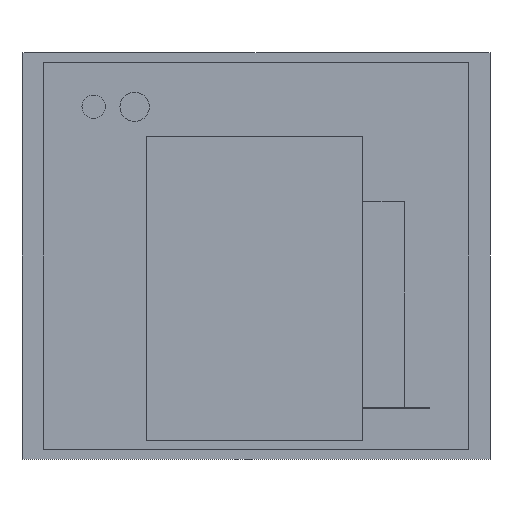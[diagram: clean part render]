
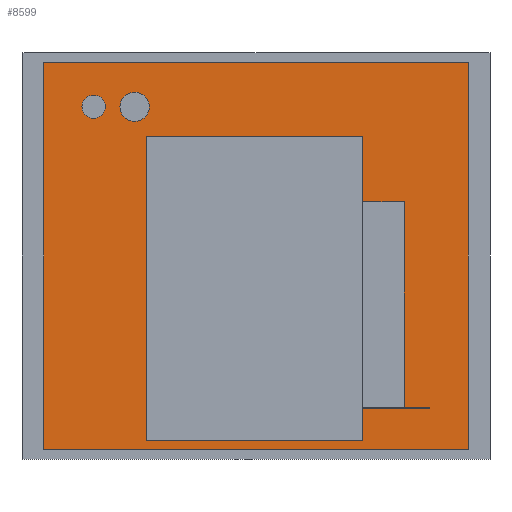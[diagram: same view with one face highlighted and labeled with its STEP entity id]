
A CAD part, front view. The second image highlights one B-rep face of the part: STEP entity #8599.
In plain terms, the highlighted planar face has unit normal (0, -1, 0).
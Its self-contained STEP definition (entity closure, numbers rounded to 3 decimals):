
#65=FACE_BOUND('',#809,.T.);
#66=FACE_BOUND('',#810,.T.);
#77=CIRCLE('',#9167,20.);
#79=CIRCLE('',#9171,25.);
#289=FACE_OUTER_BOUND('',#808,.T.);
#808=EDGE_LOOP('',(#5785,#5786,#5787,#5788));
#809=EDGE_LOOP('',(#5789));
#810=EDGE_LOOP('',(#5790));
#1368=LINE('',#12256,#2510);
#1370=LINE('',#12260,#2512);
#1372=LINE('',#12264,#2514);
#1374=LINE('',#12267,#2516);
#2510=VECTOR('',#9891,10.);
#2512=VECTOR('',#9895,10.);
#2514=VECTOR('',#9899,10.);
#2516=VECTOR('',#9903,10.);
#3610=VERTEX_POINT('',#12182);
#3612=VERTEX_POINT('',#12189);
#3633=VERTEX_POINT('',#12253);
#3634=VERTEX_POINT('',#12255);
#3635=VERTEX_POINT('',#12259);
#3636=VERTEX_POINT('',#12263);
#4443=EDGE_CURVE('',#3610,#3610,#77,.T.);
#4446=EDGE_CURVE('',#3612,#3612,#79,.T.);
#4476=EDGE_CURVE('',#3634,#3633,#1368,.T.);
#4478=EDGE_CURVE('',#3635,#3634,#1370,.T.);
#4480=EDGE_CURVE('',#3636,#3635,#1372,.T.);
#4482=EDGE_CURVE('',#3633,#3636,#1374,.T.);
#5785=ORIENTED_EDGE('',*,*,#4482,.T.);
#5786=ORIENTED_EDGE('',*,*,#4480,.T.);
#5787=ORIENTED_EDGE('',*,*,#4478,.T.);
#5788=ORIENTED_EDGE('',*,*,#4476,.T.);
#5789=ORIENTED_EDGE('',*,*,#4443,.T.);
#5790=ORIENTED_EDGE('',*,*,#4446,.T.);
#8126=PLANE('',#9188);
#8599=ADVANCED_FACE('',(#289,#65,#66),#8126,.T.);
#9167=AXIS2_PLACEMENT_3D('',#12184,#9825,#9826);
#9171=AXIS2_PLACEMENT_3D('',#12191,#9834,#9835);
#9188=AXIS2_PLACEMENT_3D('',#12268,#9904,#9905);
#9825=DIRECTION('center_axis',(0.,1.,0.));
#9826=DIRECTION('ref_axis',(1.,0.,0.));
#9834=DIRECTION('center_axis',(0.,1.,0.));
#9835=DIRECTION('ref_axis',(1.,0.,0.));
#9891=DIRECTION('',(0.,0.,1.));
#9895=DIRECTION('',(1.,0.,0.));
#9899=DIRECTION('',(0.,0.,-1.));
#9903=DIRECTION('',(-1.,0.,0.));
#9904=DIRECTION('center_axis',(0.,-1.,0.));
#9905=DIRECTION('ref_axis',(0.,0.,-1.));
#12182=CARTESIAN_POINT('',(-297.5,-370.,255.));
#12184=CARTESIAN_POINT('Origin',(-277.5,-370.,255.));
#12189=CARTESIAN_POINT('',(-232.5,-370.,255.));
#12191=CARTESIAN_POINT('Origin',(-207.5,-370.,255.));
#12253=CARTESIAN_POINT('',(362.5,-370.,330.));
#12255=CARTESIAN_POINT('',(362.5,-370.,-330.));
#12256=CARTESIAN_POINT('',(362.5,-370.,330.));
#12259=CARTESIAN_POINT('',(-362.5,-370.,-330.));
#12260=CARTESIAN_POINT('',(362.5,-370.,-330.));
#12263=CARTESIAN_POINT('',(-362.5,-370.,330.));
#12264=CARTESIAN_POINT('',(-362.5,-370.,-330.));
#12267=CARTESIAN_POINT('',(-362.5,-370.,330.));
#12268=CARTESIAN_POINT('Origin',(0.,-370.,0.));
